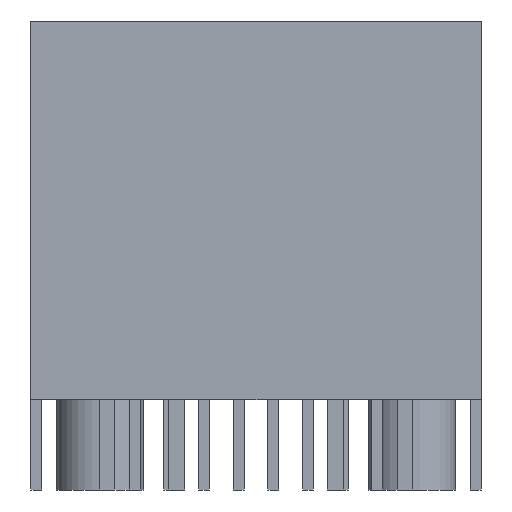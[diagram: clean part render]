
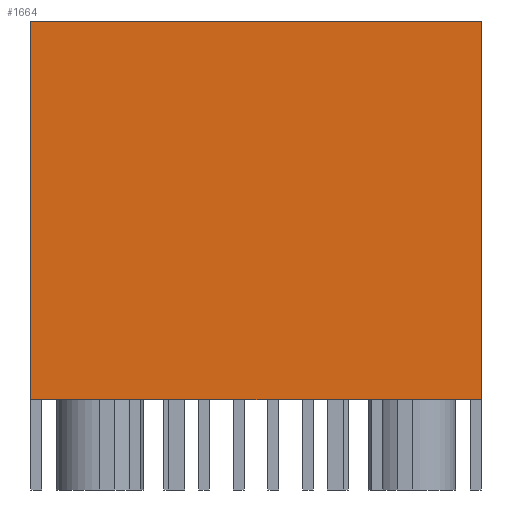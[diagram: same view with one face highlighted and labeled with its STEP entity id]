
A CAD part, front view. The second image highlights one B-rep face of the part: STEP entity #1664.
In plain terms, the highlighted planar face has unit normal (0, -1, 0).
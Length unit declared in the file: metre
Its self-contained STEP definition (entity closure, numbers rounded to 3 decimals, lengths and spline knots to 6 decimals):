
#62=ORIENTED_EDGE('',*,*,#524,.F.);
#63=ORIENTED_EDGE('',*,*,#512,.F.);
#64=ORIENTED_EDGE('',*,*,#525,.T.);
#65=ORIENTED_EDGE('',*,*,#522,.T.);
#512=EDGE_CURVE('',#743,#744,#900,.T.);
#522=EDGE_CURVE('',#753,#752,#910,.T.);
#524=EDGE_CURVE('',#744,#752,#912,.T.);
#525=EDGE_CURVE('',#743,#753,#913,.T.);
#743=VERTEX_POINT('',#2350);
#744=VERTEX_POINT('',#2352);
#752=VERTEX_POINT('',#2370);
#753=VERTEX_POINT('',#2372);
#900=LINE('',#2351,#1128);
#910=LINE('',#2371,#1138);
#912=LINE('',#2375,#1140);
#913=LINE('',#2376,#1141);
#1128=VECTOR('',#1900,1.);
#1138=VECTOR('',#1912,1.);
#1140=VECTOR('',#1916,1.);
#1141=VECTOR('',#1917,1.);
#1340=EDGE_LOOP('',(#62,#63,#64,#65));
#1456=FACE_BOUND('',#1340,.T.);
#1569=PLANE('',#1774);
#1664=ADVANCED_FACE('',(#1456),#1569,.T.);
#1774=AXIS2_PLACEMENT_3D('',#2374,#1914,#1915);
#1900=DIRECTION('',(0.,0.,-1.));
#1912=DIRECTION('',(0.,0.,-1.));
#1914=DIRECTION('',(0.,-1.,0.));
#1915=DIRECTION('',(0.,0.,-1.));
#1916=DIRECTION('',(-1.,0.,0.));
#1917=DIRECTION('',(-1.,0.,0.));
#2350=CARTESIAN_POINT('',(0.00825,-0.012825,0.01385));
#2351=CARTESIAN_POINT('',(0.00825,-0.012825,0.01385));
#2352=CARTESIAN_POINT('',(0.00825,-0.012825,0.));
#2370=CARTESIAN_POINT('',(-0.00825,-0.012825,0.));
#2371=CARTESIAN_POINT('',(-0.00825,-0.012825,0.01385));
#2372=CARTESIAN_POINT('',(-0.00825,-0.012825,0.01385));
#2374=CARTESIAN_POINT('',(0.,-0.012825,0.01385));
#2375=CARTESIAN_POINT('',(0.,-0.012825,0.));
#2376=CARTESIAN_POINT('',(0.,-0.012825,0.01385));
